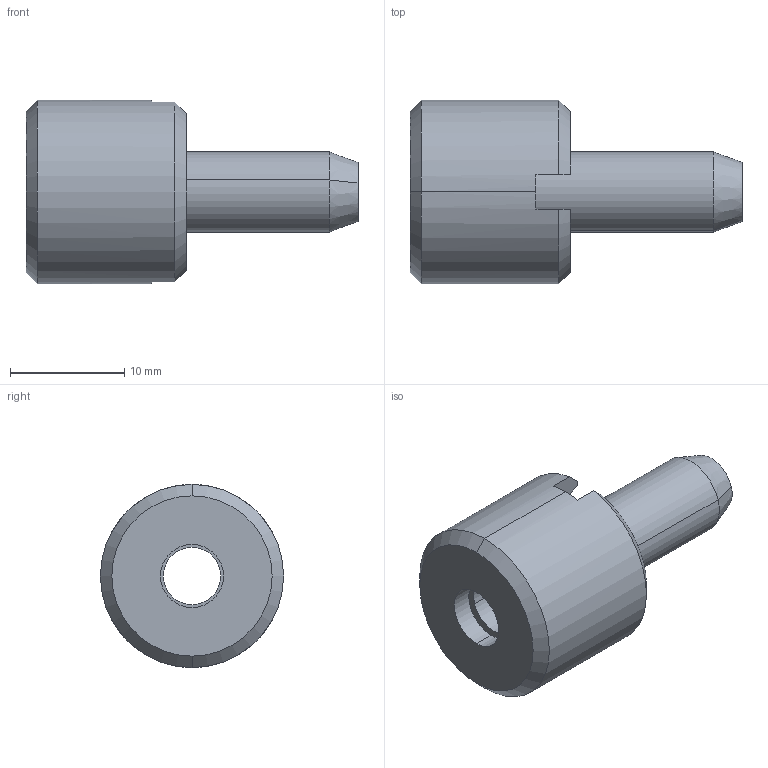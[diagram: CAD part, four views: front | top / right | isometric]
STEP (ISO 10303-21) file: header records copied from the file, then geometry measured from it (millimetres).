
FILE_DESCRIPTION (( 'STEP AP203' ), '1' );
FILE_NAME ('PS5-ER1.016.029.STEP', '2017-07-18T06:46:18', ( 'SwiAdmin' ), ( '' ), 'SwSTEP 2.0', 'SolidWorks 2017', '' );
FILE_SCHEMA (( 'CONFIG_CONTROL_DESIGN' ));
Length unit declared in the file: millimetre
Products named in the file (6): PS5-ER1.012.027_A; DIN 3771 - 8x2; PS5-ER1.016.014_A_Neu; BN 739-8x12x2; DIN 7993 B 12x1; PS5-ER1.016.029
Assembly tree (6 placements, depth 2):
  PS5-ER1.016.029
    PS5-ER1.012.027_A
    PS5-ER1.016.014_A_Neu
    DIN 3771 - 8x2  x2
    BN 739-8x12x2
    DIN 7993 B 12x1
Bounding box: 29 x 16 x 16 mm (x, y, z)
Volume: 2292.3 mm3; surface area: 3421.3 mm2
Topology: 6 solids, 6 shells, 80 faces, 172 edges, 102 vertices
Faces by surface type: torus 26, cylinder 24, plane 18, cone 12
Entity records: 2772 total; most frequent: DIRECTION 434, CARTESIAN_POINT 371, ORIENTED_EDGE 328, AXIS2_PLACEMENT_3D 193, EDGE_CURVE 164, CIRCLE 108, VERTEX_POINT 98, EDGE_LOOP 84
